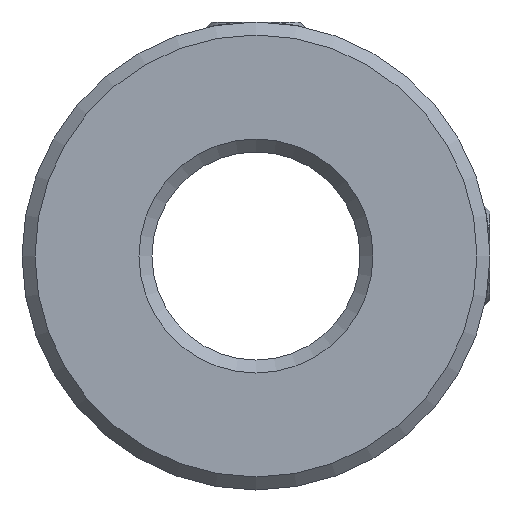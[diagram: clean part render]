
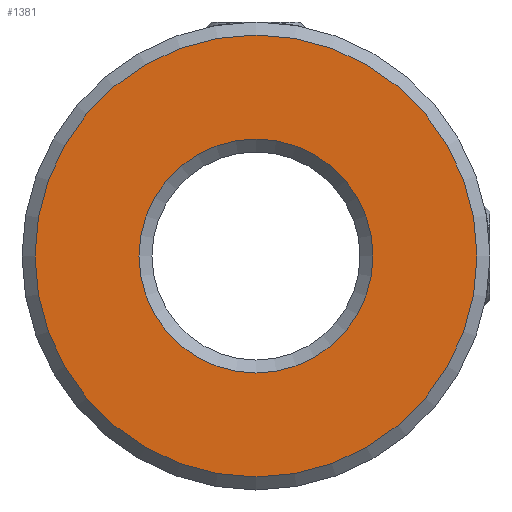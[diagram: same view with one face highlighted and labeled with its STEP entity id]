
A CAD part, front view. The second image highlights one B-rep face of the part: STEP entity #1381.
In plain terms, the highlighted planar face has unit normal (0, -1, 0).
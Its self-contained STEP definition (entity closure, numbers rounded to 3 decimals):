
#27=PLANE('',#1550);
#58=FACE_BOUND('',#362,.T.);
#159=CIRCLE('',#1549,8.5);
#160=CIRCLE('',#1551,4.5);
#270=FACE_OUTER_BOUND('',#361,.T.);
#361=EDGE_LOOP('',(#1145));
#362=EDGE_LOOP('',(#1146));
#659=VERTEX_POINT('',#2579);
#660=VERTEX_POINT('',#2582);
#830=EDGE_CURVE('',#659,#659,#159,.T.);
#831=EDGE_CURVE('',#660,#660,#160,.T.);
#1145=ORIENTED_EDGE('',*,*,#830,.T.);
#1146=ORIENTED_EDGE('',*,*,#831,.F.);
#1381=ADVANCED_FACE('',(#270,#58),#27,.T.);
#1549=AXIS2_PLACEMENT_3D('',#2580,#1905,#1906);
#1550=AXIS2_PLACEMENT_3D('',#2581,#1907,#1908);
#1551=AXIS2_PLACEMENT_3D('',#2583,#1909,#1910);
#1905=DIRECTION('center_axis',(0.,-1.,0.));
#1906=DIRECTION('ref_axis',(1.,0.,0.));
#1907=DIRECTION('center_axis',(0.,-1.,0.));
#1908=DIRECTION('ref_axis',(0.,0.,-1.));
#1909=DIRECTION('center_axis',(0.,-1.,0.));
#1910=DIRECTION('ref_axis',(1.,0.,0.));
#2579=CARTESIAN_POINT('',(8.5,0.,0.));
#2580=CARTESIAN_POINT('Origin',(0.,0.,0.));
#2581=CARTESIAN_POINT('Origin',(4.5,0.,0.));
#2582=CARTESIAN_POINT('',(4.5,0.,0.));
#2583=CARTESIAN_POINT('Origin',(0.,0.,0.));
